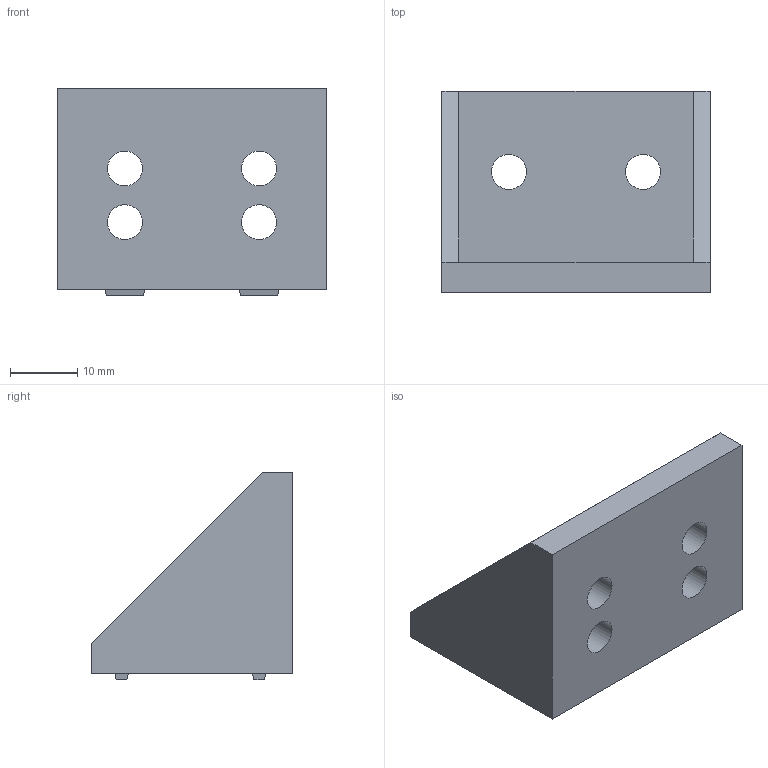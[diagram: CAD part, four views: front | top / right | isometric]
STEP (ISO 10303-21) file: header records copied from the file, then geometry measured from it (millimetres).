
FILE_DESCRIPTION(/* description */ ('STEP AP214'),/* implementation_level */ '2;1');
FILE_NAME(/* name */ 'HBLFSDK5',/* time_stamp */ '2024-06-21T13:19:27+02:00',/* author */ ('License CC BY-ND 4.0'),/* organization */ ('CADENAS'),/* preprocessor_version */ 'ST-DEVELOPER v19.3',/* originating_system */ 'PARTsolutions',/* authorisation */ ' ');
FILE_SCHEMA (('AUTOMOTIVE_DESIGN {1 0 10303 214 3 1 1}'));
Length unit declared in the file: millimetre
Products named in the file (2): HBLFSDK5; HBLFSDK5_b
Assembly tree (1 placements, depth 2):
  HBLFSDK5
    HBLFSDK5_b
Bounding box: 40 x 30 x 31 mm (x, y, z)
Volume: 11083.3 mm3; surface area: 6762 mm2
Topology: 1 solids, 1 shells, 38 faces, 92 edges, 60 vertices
Faces by surface type: plane 32, cylinder 6
Full cylindrical faces by diameter (mm): 5.2 x6
Entity records: 1139 total; most frequent: CARTESIAN_POINT 186, DIRECTION 178, ORIENTED_EDGE 172, EDGE_CURVE 86, LINE 74, VECTOR 74, VERTEX_POINT 60, EDGE_LOOP 60
